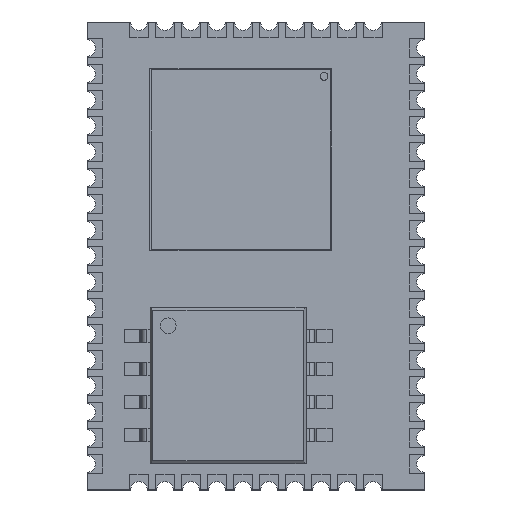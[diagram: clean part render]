
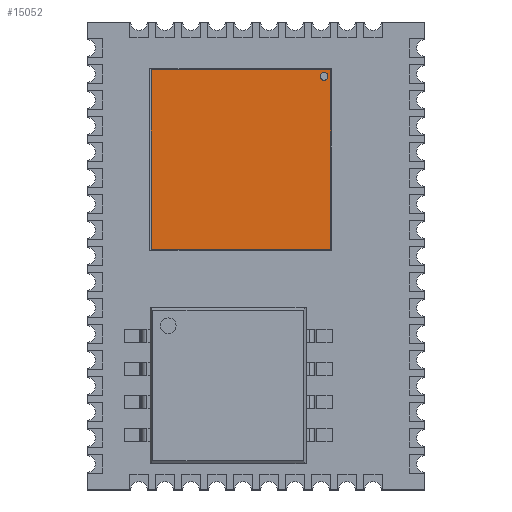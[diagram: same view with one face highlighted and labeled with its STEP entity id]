
A CAD part, top view. The second image highlights one B-rep face of the part: STEP entity #15052.
In plain terms, the highlighted planar face has unit normal (0, 0, 1).
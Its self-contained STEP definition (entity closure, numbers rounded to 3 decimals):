
#529=FACE_BOUND('',#2291,.T.);
#630=PLANE('',#16253);
#1372=FACE_OUTER_BOUND('',#2290,.T.);
#2290=EDGE_LOOP('',(#11291,#11292,#11293,#11294));
#2291=EDGE_LOOP('',(#11295));
#3328=LINE('',#22189,#5130);
#3332=LINE('',#22197,#5134);
#3335=LINE('',#22203,#5137);
#3338=LINE('',#22208,#5140);
#5130=VECTOR('',#17932,10.);
#5134=VECTOR('',#17938,10.);
#5137=VECTOR('',#17943,10.);
#5140=VECTOR('',#17948,10.);
#6745=CIRCLE('',#16247,0.15);
#7186=VERTEX_POINT('',#22182);
#7187=VERTEX_POINT('',#22187);
#7188=VERTEX_POINT('',#22188);
#7191=VERTEX_POINT('',#22196);
#7193=VERTEX_POINT('',#22202);
#8854=EDGE_CURVE('',#7186,#7186,#6745,.T.);
#8855=EDGE_CURVE('',#7187,#7188,#3328,.T.);
#8859=EDGE_CURVE('',#7188,#7191,#3332,.T.);
#8862=EDGE_CURVE('',#7191,#7193,#3335,.T.);
#8865=EDGE_CURVE('',#7193,#7187,#3338,.T.);
#11291=ORIENTED_EDGE('',*,*,#8865,.T.);
#11292=ORIENTED_EDGE('',*,*,#8855,.T.);
#11293=ORIENTED_EDGE('',*,*,#8859,.T.);
#11294=ORIENTED_EDGE('',*,*,#8862,.T.);
#11295=ORIENTED_EDGE('',*,*,#8854,.T.);
#15052=ADVANCED_FACE('',(#1372,#529),#630,.T.);
#16247=AXIS2_PLACEMENT_3D('',#22184,#17926,#17927);
#16253=AXIS2_PLACEMENT_3D('',#22210,#17950,#17951);
#17926=DIRECTION('center_axis',(0.,0.,-1.));
#17927=DIRECTION('ref_axis',(1.,0.,0.));
#17932=DIRECTION('',(-1.,0.,0.));
#17938=DIRECTION('',(0.,-1.,0.));
#17943=DIRECTION('',(1.,0.,0.));
#17948=DIRECTION('',(0.,1.,0.));
#17950=DIRECTION('center_axis',(0.,0.,1.));
#17951=DIRECTION('ref_axis',(1.,0.,0.));
#22182=CARTESIAN_POINT('',(-3.35,3.2,0.7));
#22184=CARTESIAN_POINT('Origin',(-3.2,3.2,0.7));
#22187=CARTESIAN_POINT('',(3.45,3.45,0.7));
#22188=CARTESIAN_POINT('',(-3.45,3.45,0.7));
#22189=CARTESIAN_POINT('',(3.45,3.45,0.7));
#22196=CARTESIAN_POINT('',(-3.45,-3.45,0.7));
#22197=CARTESIAN_POINT('',(-3.45,3.45,0.7));
#22202=CARTESIAN_POINT('',(3.45,-3.45,0.7));
#22203=CARTESIAN_POINT('',(-3.45,-3.45,0.7));
#22208=CARTESIAN_POINT('',(3.45,-3.45,0.7));
#22210=CARTESIAN_POINT('Origin',(0.,0.,0.7));
